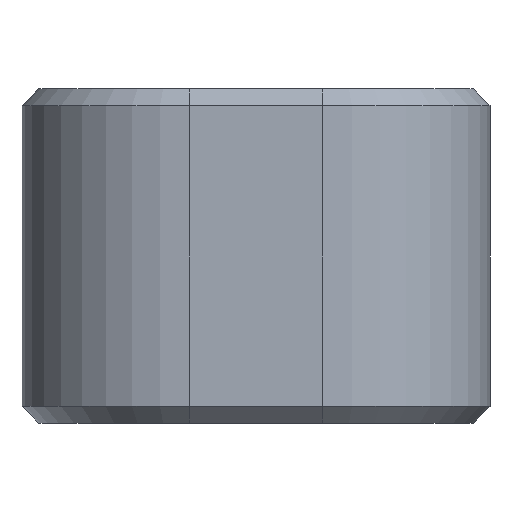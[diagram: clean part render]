
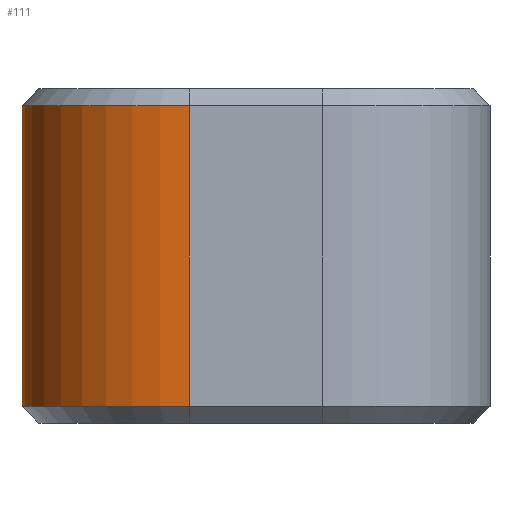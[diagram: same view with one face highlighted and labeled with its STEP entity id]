
A CAD part, left-side view. The second image highlights one B-rep face of the part: STEP entity #111.
In plain terms, the highlighted cylindrical face has radius 5 mm (diameter 10 mm), a partial arc.
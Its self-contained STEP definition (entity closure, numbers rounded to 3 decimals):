
#19 = DIRECTION ( 'NONE',  ( 0., 0., -1. ) ) ;
#36 = CIRCLE ( 'NONE', #1039, 5. ) ;
#111 = ADVANCED_FACE ( 'NONE', ( #593 ), #1446, .T. ) ;
#117 = VERTEX_POINT ( 'NONE', #1203 ) ;
#196 = CIRCLE ( 'NONE', #1124, 5. ) ;
#207 = EDGE_CURVE ( 'NONE', #117, #802, #36, .T. ) ;
#221 = DIRECTION ( 'NONE',  ( 0., 0., 1. ) ) ;
#289 = LINE ( 'NONE', #729, #1049 ) ;
#465 = DIRECTION ( 'NONE',  ( 1., 0., 0. ) ) ;
#477 = ORIENTED_EDGE ( 'NONE', *, *, #1051, .F. ) ;
#543 = VERTEX_POINT ( 'NONE', #602 ) ;
#581 = DIRECTION ( 'NONE',  ( 0., 0., -1. ) ) ;
#593 = FACE_OUTER_BOUND ( 'NONE', #1367, .T. ) ;
#601 = CARTESIAN_POINT ( 'NONE',  ( -20., 6., 10. ) ) ;
#602 = CARTESIAN_POINT ( 'NONE',  ( -20., 11., 0.5 ) ) ;
#718 = DIRECTION ( 'NONE',  ( -1., 0., 0. ) ) ;
#729 = CARTESIAN_POINT ( 'NONE',  ( -25., 6., 10. ) ) ;
#745 = CARTESIAN_POINT ( 'NONE',  ( -25., 6., 0.5 ) ) ;
#802 = VERTEX_POINT ( 'NONE', #1173 ) ;
#862 = DIRECTION ( 'NONE',  ( 0., 0., -1. ) ) ;
#900 = EDGE_CURVE ( 'NONE', #802, #543, #1431, .T. ) ;
#910 = AXIS2_PLACEMENT_3D ( 'NONE', #601, #982, #718 ) ;
#913 = CARTESIAN_POINT ( 'NONE',  ( -20., 11., 10. ) ) ;
#982 = DIRECTION ( 'NONE',  ( 0., 0., -1. ) ) ;
#1009 = ORIENTED_EDGE ( 'NONE', *, *, #900, .T. ) ;
#1039 = AXIS2_PLACEMENT_3D ( 'NONE', #1406, #19, #1321 ) ;
#1049 = VECTOR ( 'NONE', #862, 1000. ) ;
#1051 = EDGE_CURVE ( 'NONE', #117, #1338, #289, .T. ) ;
#1105 = EDGE_CURVE ( 'NONE', #543, #1338, #196, .T. ) ;
#1124 = AXIS2_PLACEMENT_3D ( 'NONE', #1272, #221, #465 ) ;
#1142 = VECTOR ( 'NONE', #581, 1000. ) ;
#1173 = CARTESIAN_POINT ( 'NONE',  ( -20., 11., 9.5 ) ) ;
#1203 = CARTESIAN_POINT ( 'NONE',  ( -25., 6., 9.5 ) ) ;
#1272 = CARTESIAN_POINT ( 'NONE',  ( -20., 6., 0.5 ) ) ;
#1321 = DIRECTION ( 'NONE',  ( 1., 0., 0. ) ) ;
#1338 = VERTEX_POINT ( 'NONE', #745 ) ;
#1367 = EDGE_LOOP ( 'NONE', ( #1009, #1539, #477, #1437 ) ) ;
#1406 = CARTESIAN_POINT ( 'NONE',  ( -20., 6., 9.5 ) ) ;
#1431 = LINE ( 'NONE', #913, #1142 ) ;
#1437 = ORIENTED_EDGE ( 'NONE', *, *, #207, .T. ) ;
#1446 = CYLINDRICAL_SURFACE ( 'NONE', #910, 5. ) ;
#1539 = ORIENTED_EDGE ( 'NONE', *, *, #1105, .T. ) ;
